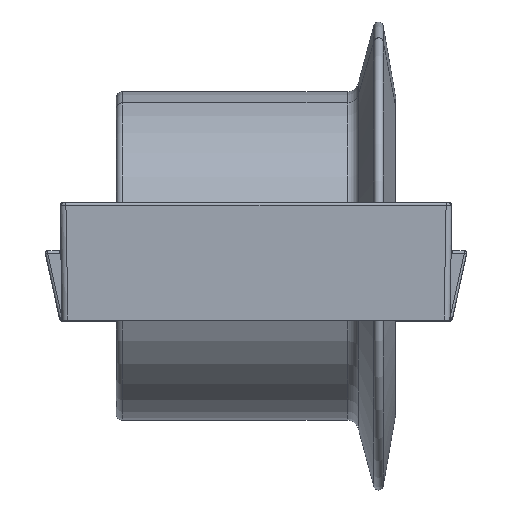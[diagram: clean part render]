
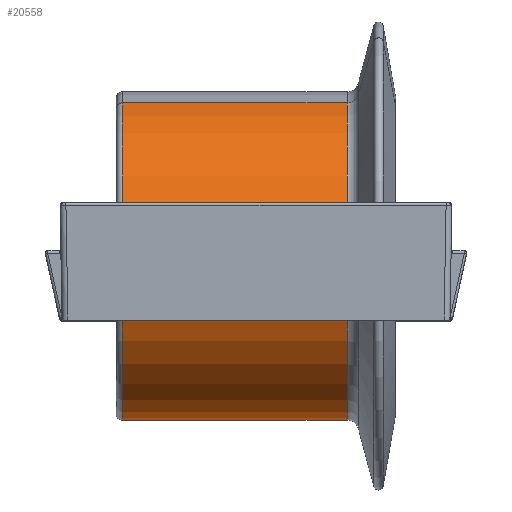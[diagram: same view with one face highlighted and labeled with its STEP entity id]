
A CAD part, top view. The second image highlights one B-rep face of the part: STEP entity #20558.
In plain terms, the highlighted cylindrical face has radius 14 mm (diameter 28 mm), a partial arc.
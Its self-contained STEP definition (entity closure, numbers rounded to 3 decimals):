
#1111 = CARTESIAN_POINT ( 'NONE',  ( 14., 0., 11.9 ) ) ;
#2448 = DIRECTION ( 'NONE',  ( 0., 0., 1. ) ) ;
#3371 = ORIENTED_EDGE ( 'NONE', *, *, #13029, .F. ) ;
#3412 = CARTESIAN_POINT ( 'NONE',  ( 14., 0., 11.4 ) ) ;
#5381 = VERTEX_POINT ( 'NONE', #10745 ) ;
#5657 = VERTEX_POINT ( 'NONE', #26759 ) ;
#5975 = AXIS2_PLACEMENT_3D ( 'NONE', #27617, #12913, #10428 ) ;
#7047 = CARTESIAN_POINT ( 'NONE',  ( -14., 0., 11.9 ) ) ;
#8107 = DIRECTION ( 'NONE',  ( 0., 0., -1. ) ) ;
#8319 = ORIENTED_EDGE ( 'NONE', *, *, #25269, .T. ) ;
#10428 = DIRECTION ( 'NONE',  ( -1., 0., 0. ) ) ;
#10745 = CARTESIAN_POINT ( 'NONE',  ( 14., 0., -7.769 ) ) ;
#10990 = CIRCLE ( 'NONE', #24270, 14. ) ;
#11451 = CIRCLE ( 'NONE', #31003, 14. ) ;
#12913 = DIRECTION ( 'NONE',  ( 0., 0., -1. ) ) ;
#13029 = EDGE_CURVE ( 'NONE', #28316, #5381, #31661, .T. ) ;
#14402 = VECTOR ( 'NONE', #21957, 1000. ) ;
#15154 = CARTESIAN_POINT ( 'NONE',  ( -14., 0., 11.4 ) ) ;
#17144 = CARTESIAN_POINT ( 'NONE',  ( 0., 0., -7.769 ) ) ;
#17457 = EDGE_LOOP ( 'NONE', ( #3371, #29742, #8319, #27293 ) ) ;
#18497 = VECTOR ( 'NONE', #25763, 1000. ) ;
#19631 = DIRECTION ( 'NONE',  ( -1., 0., 0. ) ) ;
#20558 = ADVANCED_FACE ( 'NONE', ( #28117 ), #20780, .T. ) ;
#20780 = CYLINDRICAL_SURFACE ( 'NONE', #5975, 14. ) ;
#21957 = DIRECTION ( 'NONE',  ( 0., 0., -1. ) ) ;
#22718 = EDGE_CURVE ( 'NONE', #28316, #28217, #10990, .T. ) ;
#22889 = CARTESIAN_POINT ( 'NONE',  ( 0., 0., 11.4 ) ) ;
#24270 = AXIS2_PLACEMENT_3D ( 'NONE', #22889, #8107, #25374 ) ;
#25269 = EDGE_CURVE ( 'NONE', #28217, #5657, #29871, .T. ) ;
#25374 = DIRECTION ( 'NONE',  ( 1., 0., 0. ) ) ;
#25763 = DIRECTION ( 'NONE',  ( 0., 0., -1. ) ) ;
#26759 = CARTESIAN_POINT ( 'NONE',  ( -14., 0., -7.769 ) ) ;
#27293 = ORIENTED_EDGE ( 'NONE', *, *, #30147, .T. ) ;
#27617 = CARTESIAN_POINT ( 'NONE',  ( 0., 0., 11.9 ) ) ;
#28117 = FACE_OUTER_BOUND ( 'NONE', #17457, .T. ) ;
#28217 = VERTEX_POINT ( 'NONE', #15154 ) ;
#28316 = VERTEX_POINT ( 'NONE', #3412 ) ;
#29742 = ORIENTED_EDGE ( 'NONE', *, *, #22718, .T. ) ;
#29871 = LINE ( 'NONE', #7047, #14402 ) ;
#30147 = EDGE_CURVE ( 'NONE', #5657, #5381, #11451, .T. ) ;
#31003 = AXIS2_PLACEMENT_3D ( 'NONE', #17144, #2448, #19631 ) ;
#31661 = LINE ( 'NONE', #1111, #18497 ) ;
